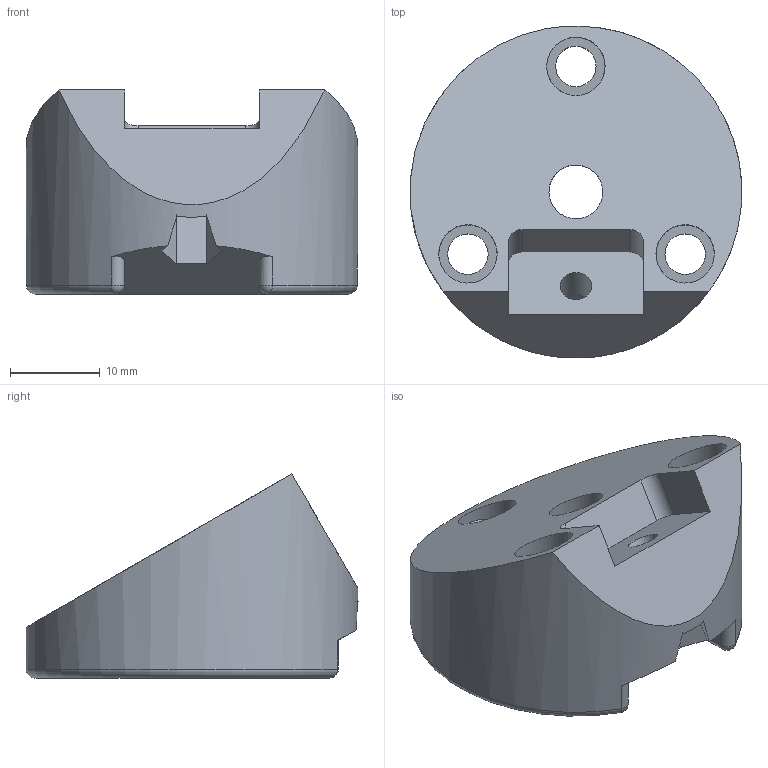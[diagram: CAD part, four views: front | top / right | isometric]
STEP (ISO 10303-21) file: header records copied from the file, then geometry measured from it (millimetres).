
FILE_DESCRIPTION(('FreeCAD Model'),'2;1');
FILE_NAME('Open CASCADE Shape Model','2024-04-07T12:53:19',(''),(''), 'Open CASCADE STEP processor 7.6','FreeCAD','Unknown');
FILE_SCHEMA(('AUTOMOTIVE_DESIGN { 1 0 10303 214 1 1 1 1 }'));
Length unit declared in the file: millimetre
Products named in the file (1): Body
Bounding box: 36.93 x 36.99 x 22.74 mm (x, y, z)
Volume: 12964.1 mm3; surface area: 5255.8 mm2
Topology: 1 solids, 1 shells, 41 faces, 104 edges, 67 vertices
Faces by surface type: plane 21, cylinder 16, torus 2, sphere 2
Full cylindrical faces by diameter (mm): 3.5 x1, 4.5 x3, 6 x1, 6.5 x3, 16 x1, 37 x1
Entity records: 1280 total; most frequent: DIRECTION 232, CARTESIAN_POINT 212, ORIENTED_EDGE 204, EDGE_CURVE 102, AXIS2_PLACEMENT_3D 89, VERTEX_POINT 67, FACE_BOUND 55, EDGE_LOOP 55
